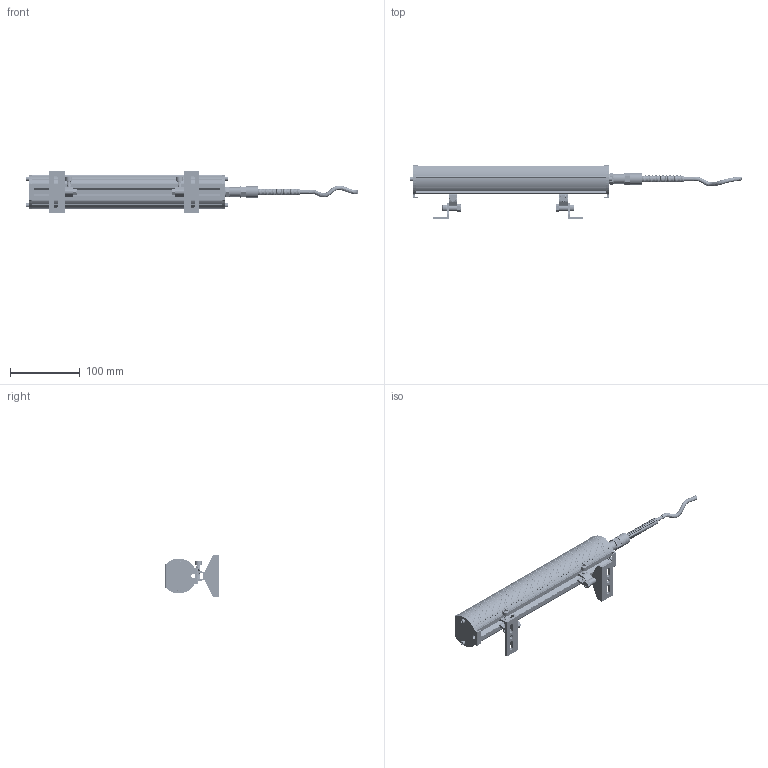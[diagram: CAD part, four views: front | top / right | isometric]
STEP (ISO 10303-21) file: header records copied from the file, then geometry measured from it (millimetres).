
FILE_DESCRIPTION((''),'2;1');
FILE_NAME('F9-300_ASM','2019-03-27T',('diaodiao'),(''),'CREO PARAMETRIC BY PTC INC, 2016050','CREO PARAMETRIC BY PTC INC, 2016050','');
FILE_SCHEMA(('CONFIG_CONTROL_DESIGN'));
Products named in the file (16): F1-DT-5; F1-FSDP-2; F1-XC-2; F1-BL-3; F1-DP; F1-GXLM; F1-PG; F1-JSDP; F1-GXJS; M4-16; F1-DJJ-2; F1-ZJ-3; M6-16; M6-LM; DIANYUAN; F9-300_ASM
Assembly tree (27 placements, depth 2):
  F9-300_ASM
    F1-DT-5
    F1-FSDP-2  x2
    F1-XC-2  x2
    F1-BL-3
    F1-DP
    F1-GXLM
    F1-PG
    F1-JSDP
    F1-GXJS
    M4-16  x4
    F1-DJJ-2  x2
    F1-ZJ-3  x2
    M6-16  x4
    M6-LM  x2
    DIANYUAN  x2
Bounding box: 476.6 x 78 x 60 mm (x, y, z)
Volume: 461630.1 mm3; surface area: 166334.5 mm2
Topology: 28 solids, 28 shells, 2227 faces, 5567 edges, 3551 vertices
Faces by surface type: cylinder 1188, plane 577, bspline 240, torus 156, cone 58, sphere 8
Entity records: 65070 total; most frequent: CARTESIAN_POINT 33019, DIRECTION 6760, ORIENTED_EDGE 6534, EDGE_CURVE 3267, AXIS2_PLACEMENT_3D 2722, VERTEX_POINT 2095, EDGE_LOOP 1528, CIRCLE 1417
